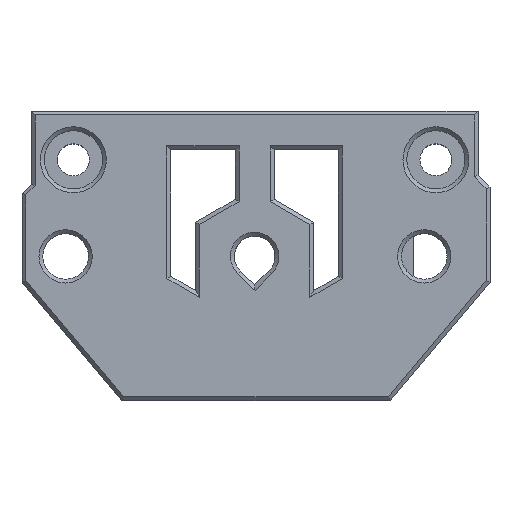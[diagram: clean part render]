
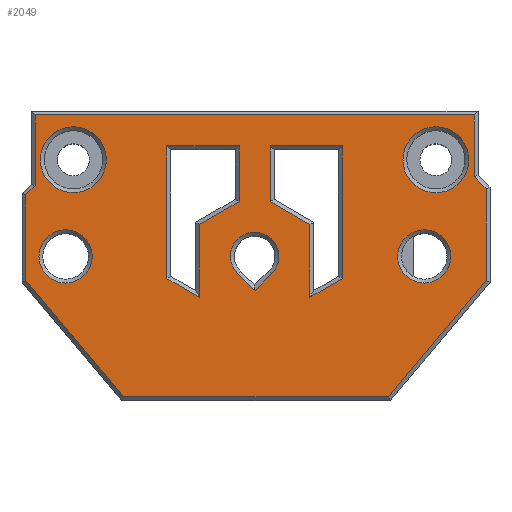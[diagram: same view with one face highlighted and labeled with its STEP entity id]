
A CAD part, top view. The second image highlights one B-rep face of the part: STEP entity #2049.
In plain terms, the highlighted planar face has unit normal (0, 0, 1).
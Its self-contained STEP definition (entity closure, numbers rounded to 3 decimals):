
#15=FACE_BOUND('',#195,.T.);
#16=FACE_BOUND('',#196,.T.);
#17=FACE_BOUND('',#197,.T.);
#18=FACE_BOUND('',#198,.T.);
#19=FACE_BOUND('',#199,.T.);
#20=FACE_BOUND('',#200,.T.);
#21=FACE_BOUND('',#201,.T.);
#42=CIRCLE('',#2177,2.5);
#44=CIRCLE('',#2183,2.75);
#45=CIRCLE('',#2184,3.4);
#46=CIRCLE('',#2185,3.4);
#47=CIRCLE('',#2186,2.75);
#78=FACE_OUTER_BOUND('',#194,.T.);
#194=EDGE_LOOP('',(#1367,#1368,#1369,#1370,#1371,#1372,#1373,#1374,#1375,
#1376));
#195=EDGE_LOOP('',(#1377));
#196=EDGE_LOOP('',(#1378,#1379,#1380,#1381,#1382,#1383));
#197=EDGE_LOOP('',(#1384));
#198=EDGE_LOOP('',(#1385));
#199=EDGE_LOOP('',(#1386,#1387,#1388,#1389,#1390,#1391));
#200=EDGE_LOOP('',(#1392));
#201=EDGE_LOOP('',(#1393,#1394,#1395));
#324=LINE('',#2882,#596);
#327=LINE('',#2891,#599);
#333=LINE('',#2906,#605);
#334=LINE('',#2908,#606);
#335=LINE('',#2910,#607);
#336=LINE('',#2912,#608);
#337=LINE('',#2914,#609);
#338=LINE('',#2916,#610);
#339=LINE('',#2918,#611);
#340=LINE('',#2920,#612);
#341=LINE('',#2922,#613);
#342=LINE('',#2923,#614);
#343=LINE('',#2928,#615);
#344=LINE('',#2930,#616);
#345=LINE('',#2932,#617);
#346=LINE('',#2934,#618);
#347=LINE('',#2936,#619);
#348=LINE('',#2937,#620);
#349=LINE('',#2944,#621);
#350=LINE('',#2946,#622);
#351=LINE('',#2948,#623);
#352=LINE('',#2950,#624);
#353=LINE('',#2952,#625);
#354=LINE('',#2953,#626);
#596=VECTOR('',#2322,10.);
#599=VECTOR('',#2333,10.);
#605=VECTOR('',#2347,10.);
#606=VECTOR('',#2348,10.);
#607=VECTOR('',#2349,10.);
#608=VECTOR('',#2350,10.);
#609=VECTOR('',#2351,10.);
#610=VECTOR('',#2352,10.);
#611=VECTOR('',#2353,10.);
#612=VECTOR('',#2354,10.);
#613=VECTOR('',#2355,10.);
#614=VECTOR('',#2356,10.);
#615=VECTOR('',#2359,10.);
#616=VECTOR('',#2360,10.);
#617=VECTOR('',#2361,10.);
#618=VECTOR('',#2362,10.);
#619=VECTOR('',#2363,10.);
#620=VECTOR('',#2364,10.);
#621=VECTOR('',#2369,10.);
#622=VECTOR('',#2370,10.);
#623=VECTOR('',#2371,10.);
#624=VECTOR('',#2372,10.);
#625=VECTOR('',#2373,10.);
#626=VECTOR('',#2374,10.);
#868=VERTEX_POINT('',#2879);
#869=VERTEX_POINT('',#2881);
#871=VERTEX_POINT('',#2887);
#875=VERTEX_POINT('',#2904);
#876=VERTEX_POINT('',#2905);
#877=VERTEX_POINT('',#2907);
#878=VERTEX_POINT('',#2909);
#879=VERTEX_POINT('',#2911);
#880=VERTEX_POINT('',#2913);
#881=VERTEX_POINT('',#2915);
#882=VERTEX_POINT('',#2917);
#883=VERTEX_POINT('',#2919);
#884=VERTEX_POINT('',#2921);
#885=VERTEX_POINT('',#2924);
#886=VERTEX_POINT('',#2926);
#887=VERTEX_POINT('',#2927);
#888=VERTEX_POINT('',#2929);
#889=VERTEX_POINT('',#2931);
#890=VERTEX_POINT('',#2933);
#891=VERTEX_POINT('',#2935);
#892=VERTEX_POINT('',#2938);
#893=VERTEX_POINT('',#2940);
#894=VERTEX_POINT('',#2942);
#895=VERTEX_POINT('',#2943);
#896=VERTEX_POINT('',#2945);
#897=VERTEX_POINT('',#2947);
#898=VERTEX_POINT('',#2949);
#899=VERTEX_POINT('',#2951);
#900=VERTEX_POINT('',#2954);
#1051=EDGE_CURVE('',#868,#869,#324,.T.);
#1055=EDGE_CURVE('',#871,#868,#42,.T.);
#1056=EDGE_CURVE('',#869,#871,#327,.T.);
#1063=EDGE_CURVE('',#875,#876,#333,.T.);
#1064=EDGE_CURVE('',#877,#875,#334,.T.);
#1065=EDGE_CURVE('',#878,#877,#335,.T.);
#1066=EDGE_CURVE('',#879,#878,#336,.T.);
#1067=EDGE_CURVE('',#880,#879,#337,.T.);
#1068=EDGE_CURVE('',#881,#880,#338,.T.);
#1069=EDGE_CURVE('',#882,#881,#339,.T.);
#1070=EDGE_CURVE('',#883,#882,#340,.T.);
#1071=EDGE_CURVE('',#884,#883,#341,.T.);
#1072=EDGE_CURVE('',#876,#884,#342,.T.);
#1073=EDGE_CURVE('',#885,#885,#44,.T.);
#1074=EDGE_CURVE('',#886,#887,#343,.T.);
#1075=EDGE_CURVE('',#888,#886,#344,.T.);
#1076=EDGE_CURVE('',#889,#888,#345,.T.);
#1077=EDGE_CURVE('',#890,#889,#346,.T.);
#1078=EDGE_CURVE('',#891,#890,#347,.T.);
#1079=EDGE_CURVE('',#887,#891,#348,.T.);
#1080=EDGE_CURVE('',#892,#892,#45,.T.);
#1081=EDGE_CURVE('',#893,#893,#46,.T.);
#1082=EDGE_CURVE('',#894,#895,#349,.T.);
#1083=EDGE_CURVE('',#896,#894,#350,.T.);
#1084=EDGE_CURVE('',#897,#896,#351,.T.);
#1085=EDGE_CURVE('',#898,#897,#352,.T.);
#1086=EDGE_CURVE('',#899,#898,#353,.T.);
#1087=EDGE_CURVE('',#895,#899,#354,.T.);
#1088=EDGE_CURVE('',#900,#900,#47,.T.);
#1367=ORIENTED_EDGE('',*,*,#1063,.F.);
#1368=ORIENTED_EDGE('',*,*,#1064,.F.);
#1369=ORIENTED_EDGE('',*,*,#1065,.F.);
#1370=ORIENTED_EDGE('',*,*,#1066,.F.);
#1371=ORIENTED_EDGE('',*,*,#1067,.F.);
#1372=ORIENTED_EDGE('',*,*,#1068,.F.);
#1373=ORIENTED_EDGE('',*,*,#1069,.F.);
#1374=ORIENTED_EDGE('',*,*,#1070,.F.);
#1375=ORIENTED_EDGE('',*,*,#1071,.F.);
#1376=ORIENTED_EDGE('',*,*,#1072,.F.);
#1377=ORIENTED_EDGE('',*,*,#1073,.F.);
#1378=ORIENTED_EDGE('',*,*,#1074,.F.);
#1379=ORIENTED_EDGE('',*,*,#1075,.F.);
#1380=ORIENTED_EDGE('',*,*,#1076,.F.);
#1381=ORIENTED_EDGE('',*,*,#1077,.F.);
#1382=ORIENTED_EDGE('',*,*,#1078,.F.);
#1383=ORIENTED_EDGE('',*,*,#1079,.F.);
#1384=ORIENTED_EDGE('',*,*,#1080,.F.);
#1385=ORIENTED_EDGE('',*,*,#1081,.F.);
#1386=ORIENTED_EDGE('',*,*,#1082,.F.);
#1387=ORIENTED_EDGE('',*,*,#1083,.F.);
#1388=ORIENTED_EDGE('',*,*,#1084,.F.);
#1389=ORIENTED_EDGE('',*,*,#1085,.F.);
#1390=ORIENTED_EDGE('',*,*,#1086,.F.);
#1391=ORIENTED_EDGE('',*,*,#1087,.F.);
#1392=ORIENTED_EDGE('',*,*,#1088,.F.);
#1393=ORIENTED_EDGE('',*,*,#1051,.F.);
#1394=ORIENTED_EDGE('',*,*,#1055,.F.);
#1395=ORIENTED_EDGE('',*,*,#1056,.F.);
#1946=PLANE('',#2182);
#2049=ADVANCED_FACE('',(#78,#15,#16,#17,#18,#19,#20,#21),#1946,.F.);
#2177=AXIS2_PLACEMENT_3D('',#2889,#2329,#2330);
#2182=AXIS2_PLACEMENT_3D('',#2903,#2345,#2346);
#2183=AXIS2_PLACEMENT_3D('',#2925,#2357,#2358);
#2184=AXIS2_PLACEMENT_3D('',#2939,#2365,#2366);
#2185=AXIS2_PLACEMENT_3D('',#2941,#2367,#2368);
#2186=AXIS2_PLACEMENT_3D('',#2955,#2375,#2376);
#2322=DIRECTION('',(0.723,-0.691,0.));
#2329=DIRECTION('center_axis',(0.,0.,
1.));
#2330=DIRECTION('ref_axis',(-1.,0.,0.));
#2333=DIRECTION('',(0.708,0.707,0.));
#2345=DIRECTION('center_axis',(0.,0.,
-1.));
#2346=DIRECTION('ref_axis',(-1.,0.,0.));
#2347=DIRECTION('',(0.,-1.,0.));
#2348=DIRECTION('',(1.,0.,0.));
#2349=DIRECTION('',(0.,1.,0.));
#2350=DIRECTION('',(0.707,0.707,0.));
#2351=DIRECTION('',(0.,1.,0.));
#2352=DIRECTION('',(-0.643,0.766,0.));
#2353=DIRECTION('',(-1.,0.,0.));
#2354=DIRECTION('',(-0.643,-0.766,0.));
#2355=DIRECTION('',(0.,-1.,0.));
#2356=DIRECTION('',(0.707,-0.707,0.));
#2357=DIRECTION('center_axis',(0.,0.,
1.));
#2358=DIRECTION('ref_axis',(1.,0.,0.));
#2359=DIRECTION('',(0.,-1.,0.));
#2360=DIRECTION('',(-1.,0.,0.));
#2361=DIRECTION('',(0.,1.,0.));
#2362=DIRECTION('',(0.866,0.5,0.));
#2363=DIRECTION('',(0.,1.,0.));
#2364=DIRECTION('',(0.866,-0.5,0.));
#2365=DIRECTION('center_axis',(0.,0.,
1.));
#2366=DIRECTION('ref_axis',(1.,0.,0.));
#2367=DIRECTION('center_axis',(0.,0.,
1.));
#2368=DIRECTION('ref_axis',(1.,0.,0.));
#2369=DIRECTION('',(0.866,0.5,0.));
#2370=DIRECTION('',(0.,-1.,0.));
#2371=DIRECTION('',(0.866,-0.5,0.));
#2372=DIRECTION('',(0.,-1.,0.));
#2373=DIRECTION('',(-1.,0.,0.));
#2374=DIRECTION('',(0.,1.,0.));
#2375=DIRECTION('center_axis',(0.,0.,
1.));
#2376=DIRECTION('ref_axis',(1.,0.,0.));
#2879=CARTESIAN_POINT('',(-1.728,-1.807,68.));
#2881=CARTESIAN_POINT('',(0.038,-3.495,68.));
#2882=CARTESIAN_POINT('',(-2.146,-1.407,68.));
#2887=CARTESIAN_POINT('',(1.767,-1.769,68.));
#2889=CARTESIAN_POINT('Origin',(0.,0.,
68.));
#2891=CARTESIAN_POINT('',(1.216,-2.319,68.));
#2903=CARTESIAN_POINT('Origin',(-0.475,1.178,68.));
#2904=CARTESIAN_POINT('',(22.65,14.6,68.));
#2905=CARTESIAN_POINT('',(22.65,8.229,68.));
#2906=CARTESIAN_POINT('',(22.65,8.089,68.));
#2907=CARTESIAN_POINT('',(-22.65,14.6,68.));
#2908=CARTESIAN_POINT('',(5.762,14.6,68.));
#2909=CARTESIAN_POINT('',(-22.65,7.3,68.));
#2910=CARTESIAN_POINT('',(-22.65,8.089,68.));
#2911=CARTESIAN_POINT('',(-23.601,6.349,68.));
#2912=CARTESIAN_POINT('',(-19.2,10.75,68.));
#2913=CARTESIAN_POINT('',(-23.601,-2.494,68.));
#2914=CARTESIAN_POINT('',(-23.601,-0.731,68.));
#2915=CARTESIAN_POINT('',(-13.527,-14.5,68.));
#2916=CARTESIAN_POINT('',(-14.631,-13.185,68.));
#2917=CARTESIAN_POINT('',(13.808,-14.5,68.));
#2918=CARTESIAN_POINT('',(6.76,-14.5,68.));
#2919=CARTESIAN_POINT('',(23.882,-2.494,68.));
#2920=CARTESIAN_POINT('',(19.801,-7.358,68.));
#2921=CARTESIAN_POINT('',(23.882,6.997,68.));
#2922=CARTESIAN_POINT('',(23.882,4.17,68.));
#2923=CARTESIAN_POINT('',(18.687,12.192,68.));
#2924=CARTESIAN_POINT('',(14.749,0.003,68.));
#2925=CARTESIAN_POINT('Origin',(17.499,0.003,68.));
#2926=CARTESIAN_POINT('',(-9.05,11.4,68.));
#2927=CARTESIAN_POINT('',(-9.05,-2.281,68.));
#2928=CARTESIAN_POINT('',(-9.05,-3.411,68.));
#2929=CARTESIAN_POINT('',(-1.6,11.4,68.));
#2930=CARTESIAN_POINT('',(3.587,11.4,68.));
#2931=CARTESIAN_POINT('',(-1.6,5.658,68.));
#2932=CARTESIAN_POINT('',(-1.6,6.089,68.));
#2933=CARTESIAN_POINT('',(-5.7,3.291,68.));
#2934=CARTESIAN_POINT('',(-2.248,5.284,68.));
#2935=CARTESIAN_POINT('',(-5.7,-4.215,68.));
#2936=CARTESIAN_POINT('',(-5.7,2.35,68.));
#2937=CARTESIAN_POINT('',(-5.208,-4.499,68.));
#2938=CARTESIAN_POINT('',(15.3,9.977,68.));
#2939=CARTESIAN_POINT('Origin',(18.7,9.977,68.));
#2940=CARTESIAN_POINT('',(-22.1,9.977,68.));
#2941=CARTESIAN_POINT('Origin',(-18.7,9.977,68.));
#2942=CARTESIAN_POINT('',(5.7,-4.215,68.));
#2943=CARTESIAN_POINT('',(9.05,-2.281,68.));
#2944=CARTESIAN_POINT('',(4.852,-4.704,68.));
#2945=CARTESIAN_POINT('',(5.7,3.291,68.));
#2946=CARTESIAN_POINT('',(5.7,2.35,68.));
#2947=CARTESIAN_POINT('',(1.6,5.658,68.));
#2948=CARTESIAN_POINT('',(1.892,5.49,68.));
#2949=CARTESIAN_POINT('',(1.6,11.4,68.));
#2950=CARTESIAN_POINT('',(1.6,6.089,68.));
#2951=CARTESIAN_POINT('',(9.05,11.4,68.));
#2952=CARTESIAN_POINT('',(3.587,11.4,68.));
#2953=CARTESIAN_POINT('',(9.05,-3.411,68.));
#2954=CARTESIAN_POINT('',(-22.251,0.003,68.));
#2955=CARTESIAN_POINT('Origin',(-19.501,0.003,68.));
